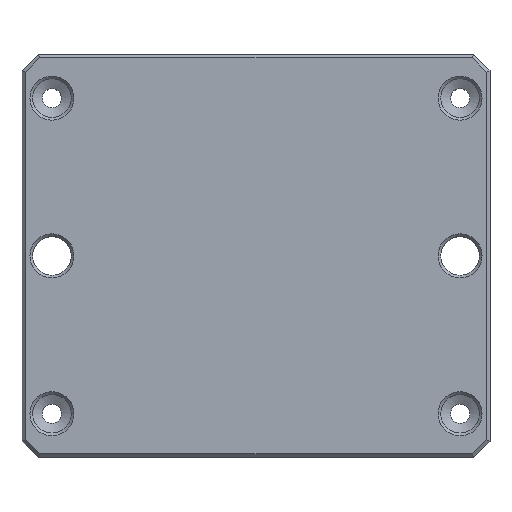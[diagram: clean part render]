
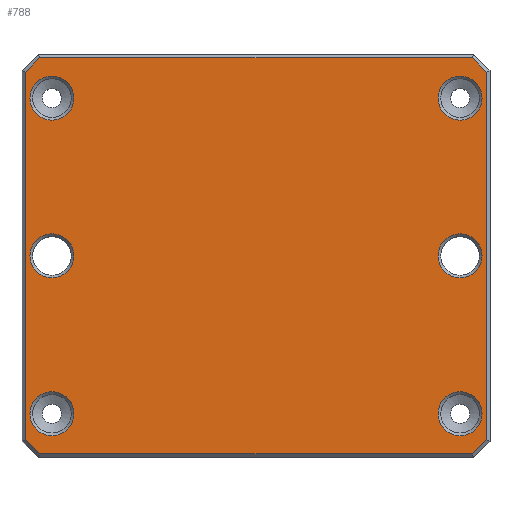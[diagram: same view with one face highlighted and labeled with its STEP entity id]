
A CAD part, top view. The second image highlights one B-rep face of the part: STEP entity #788.
In plain terms, the highlighted planar face has unit normal (0, 0, 1).
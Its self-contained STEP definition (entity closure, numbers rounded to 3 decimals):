
#19=FACE_BOUND('',#137,.T.);
#20=FACE_BOUND('',#138,.T.);
#21=FACE_BOUND('',#139,.T.);
#22=FACE_BOUND('',#140,.T.);
#23=FACE_BOUND('',#141,.T.);
#24=FACE_BOUND('',#142,.T.);
#39=PLANE('',#869);
#89=FACE_OUTER_BOUND('',#136,.T.);
#136=EDGE_LOOP('',(#618,#619,#620,#621,#622,#623,#624,#625));
#137=EDGE_LOOP('',(#626));
#138=EDGE_LOOP('',(#627));
#139=EDGE_LOOP('',(#628));
#140=EDGE_LOOP('',(#629));
#141=EDGE_LOOP('',(#630));
#142=EDGE_LOOP('',(#631));
#188=LINE('',#1211,#264);
#191=LINE('',#1217,#267);
#194=LINE('',#1223,#270);
#210=LINE('',#1268,#286);
#211=LINE('',#1270,#287);
#212=LINE('',#1272,#288);
#213=LINE('',#1274,#289);
#214=LINE('',#1275,#290);
#264=VECTOR('',#976,10.);
#267=VECTOR('',#981,10.);
#270=VECTOR('',#986,10.);
#286=VECTOR('',#1030,10.);
#287=VECTOR('',#1031,10.);
#288=VECTOR('',#1032,10.);
#289=VECTOR('',#1033,10.);
#290=VECTOR('',#1034,10.);
#328=CIRCLE('',#831,4.05);
#332=CIRCLE('',#837,4.05);
#334=CIRCLE('',#841,4.05);
#345=CIRCLE('',#867,4.05);
#347=CIRCLE('',#870,4.05);
#348=CIRCLE('',#871,4.05);
#362=VERTEX_POINT('',#1159);
#366=VERTEX_POINT('',#1171);
#368=VERTEX_POINT('',#1179);
#377=VERTEX_POINT('',#1208);
#378=VERTEX_POINT('',#1210);
#380=VERTEX_POINT('',#1216);
#382=VERTEX_POINT('',#1222);
#395=VERTEX_POINT('',#1261);
#397=VERTEX_POINT('',#1267);
#398=VERTEX_POINT('',#1269);
#399=VERTEX_POINT('',#1271);
#400=VERTEX_POINT('',#1273);
#401=VERTEX_POINT('',#1276);
#402=VERTEX_POINT('',#1278);
#428=EDGE_CURVE('',#362,#362,#328,.T.);
#435=EDGE_CURVE('',#366,#366,#332,.T.);
#438=EDGE_CURVE('',#368,#368,#334,.T.);
#453=EDGE_CURVE('',#378,#377,#188,.T.);
#456=EDGE_CURVE('',#380,#378,#191,.T.);
#459=EDGE_CURVE('',#382,#380,#194,.T.);
#478=EDGE_CURVE('',#395,#395,#345,.T.);
#481=EDGE_CURVE('',#397,#377,#210,.T.);
#482=EDGE_CURVE('',#398,#397,#211,.T.);
#483=EDGE_CURVE('',#399,#398,#212,.T.);
#484=EDGE_CURVE('',#400,#399,#213,.T.);
#485=EDGE_CURVE('',#382,#400,#214,.T.);
#486=EDGE_CURVE('',#401,#401,#347,.T.);
#487=EDGE_CURVE('',#402,#402,#348,.T.);
#618=ORIENTED_EDGE('',*,*,#481,.F.);
#619=ORIENTED_EDGE('',*,*,#482,.F.);
#620=ORIENTED_EDGE('',*,*,#483,.F.);
#621=ORIENTED_EDGE('',*,*,#484,.F.);
#622=ORIENTED_EDGE('',*,*,#485,.F.);
#623=ORIENTED_EDGE('',*,*,#459,.T.);
#624=ORIENTED_EDGE('',*,*,#456,.T.);
#625=ORIENTED_EDGE('',*,*,#453,.T.);
#626=ORIENTED_EDGE('',*,*,#428,.T.);
#627=ORIENTED_EDGE('',*,*,#438,.T.);
#628=ORIENTED_EDGE('',*,*,#435,.T.);
#629=ORIENTED_EDGE('',*,*,#486,.F.);
#630=ORIENTED_EDGE('',*,*,#487,.F.);
#631=ORIENTED_EDGE('',*,*,#478,.F.);
#788=ADVANCED_FACE('',(#89,#19,#20,#21,#22,#23,#24),#39,.T.);
#831=AXIS2_PLACEMENT_3D('',#1160,#918,#919);
#837=AXIS2_PLACEMENT_3D('',#1173,#933,#934);
#841=AXIS2_PLACEMENT_3D('',#1180,#942,#943);
#867=AXIS2_PLACEMENT_3D('',#1262,#1023,#1024);
#869=AXIS2_PLACEMENT_3D('',#1266,#1028,#1029);
#870=AXIS2_PLACEMENT_3D('',#1277,#1035,#1036);
#871=AXIS2_PLACEMENT_3D('',#1279,#1037,#1038);
#918=DIRECTION('center_axis',(0.,0.,-1.));
#919=DIRECTION('ref_axis',(-1.,0.,0.));
#933=DIRECTION('center_axis',(0.,0.,-1.));
#934=DIRECTION('ref_axis',(-1.,0.,0.));
#942=DIRECTION('center_axis',(0.,0.,-1.));
#943=DIRECTION('ref_axis',(-1.,0.,0.));
#976=DIRECTION('',(0.707,-0.707,0.));
#981=DIRECTION('',(0.,-1.,0.));
#986=DIRECTION('',(-0.707,-0.707,0.));
#1023=DIRECTION('center_axis',(0.,0.,1.));
#1024=DIRECTION('ref_axis',(1.,0.,0.));
#1028=DIRECTION('center_axis',(0.,0.,1.));
#1029=DIRECTION('ref_axis',(1.,0.,0.));
#1030=DIRECTION('',(-1.,0.,0.));
#1031=DIRECTION('',(-0.707,-0.707,0.));
#1032=DIRECTION('',(0.,-1.,0.));
#1033=DIRECTION('',(0.707,-0.707,0.));
#1034=DIRECTION('',(1.,0.,0.));
#1035=DIRECTION('center_axis',(0.,0.,1.));
#1036=DIRECTION('ref_axis',(1.,0.,0.));
#1037=DIRECTION('center_axis',(0.,0.,1.));
#1038=DIRECTION('ref_axis',(1.,0.,0.));
#1159=CARTESIAN_POINT('',(-33.45,-59.,91.));
#1160=CARTESIAN_POINT('Origin',(-37.5,-59.,91.));
#1171=CARTESIAN_POINT('',(-33.45,-30.,91.));
#1173=CARTESIAN_POINT('Origin',(-37.5,-30.,91.));
#1179=CARTESIAN_POINT('',(-33.45,-1.,91.));
#1180=CARTESIAN_POINT('Origin',(-37.5,-1.,91.));
#1208=CARTESIAN_POINT('',(-39.751,-66.4,91.));
#1210=CARTESIAN_POINT('',(-42.4,-63.751,91.));
#1211=CARTESIAN_POINT('',(-44.951,-61.201,91.));
#1216=CARTESIAN_POINT('',(-42.4,3.751,91.));
#1217=CARTESIAN_POINT('',(-42.4,-48.5,91.));
#1222=CARTESIAN_POINT('',(-39.751,6.4,91.));
#1223=CARTESIAN_POINT('',(-44.951,1.201,91.));
#1261=CARTESIAN_POINT('',(33.45,-59.,91.));
#1262=CARTESIAN_POINT('Origin',(37.5,-59.,91.));
#1266=CARTESIAN_POINT('Origin',(21.5,-30.,91.));
#1267=CARTESIAN_POINT('',(39.751,-66.4,91.));
#1268=CARTESIAN_POINT('',(10.75,-66.4,91.));
#1269=CARTESIAN_POINT('',(42.4,-63.751,91.));
#1270=CARTESIAN_POINT('',(44.951,-61.201,91.));
#1271=CARTESIAN_POINT('',(42.4,3.751,91.));
#1272=CARTESIAN_POINT('',(42.4,-48.5,91.));
#1273=CARTESIAN_POINT('',(39.751,6.4,91.));
#1274=CARTESIAN_POINT('',(44.951,1.201,91.));
#1275=CARTESIAN_POINT('',(32.25,6.4,91.));
#1276=CARTESIAN_POINT('',(33.45,-30.,91.));
#1277=CARTESIAN_POINT('Origin',(37.5,-30.,91.));
#1278=CARTESIAN_POINT('',(33.45,-1.,91.));
#1279=CARTESIAN_POINT('Origin',(37.5,-1.,91.));
